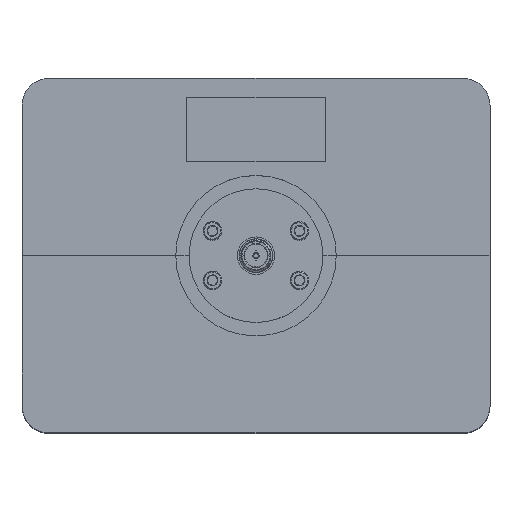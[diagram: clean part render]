
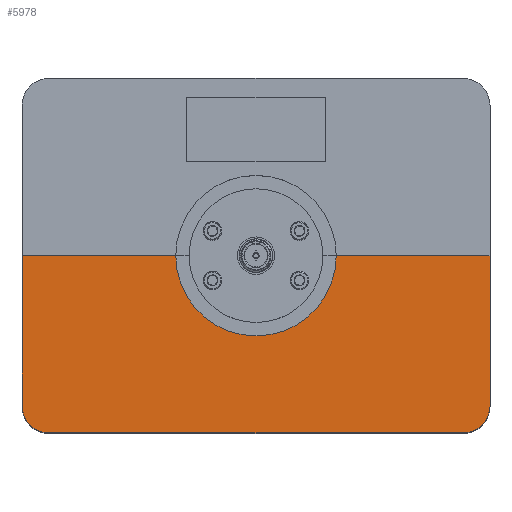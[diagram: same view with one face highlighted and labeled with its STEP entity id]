
A CAD part, top view. The second image highlights one B-rep face of the part: STEP entity #5978.
In plain terms, the highlighted planar face has unit normal (0, 0, 1).
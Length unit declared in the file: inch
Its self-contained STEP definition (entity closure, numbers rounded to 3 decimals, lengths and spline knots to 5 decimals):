
#58 = CARTESIAN_POINT ( 'NONE',  ( 1.75, 0., 1.43512 ) ) ;
#127 = DIRECTION ( 'NONE',  ( 0., -1., 0. ) ) ;
#157 = CARTESIAN_POINT ( 'NONE',  ( -0.6, 0., 1.43512 ) ) ;
#502 = EDGE_LOOP ( 'NONE', ( #5815, #11019, #1288, #10787, #4247, #4401, #9469, #6750 ) ) ;
#1178 = VECTOR ( 'NONE', #2471, 39.37008 ) ;
#1288 = ORIENTED_EDGE ( 'NONE', *, *, #11925, .T. ) ;
#1372 = VERTEX_POINT ( 'NONE', #157 ) ;
#1704 = VERTEX_POINT ( 'NONE', #7459 ) ;
#1742 = LINE ( 'NONE', #11496, #1178 ) ;
#1825 = AXIS2_PLACEMENT_3D ( 'NONE', #58, #2773, #9753 ) ;
#2024 = EDGE_CURVE ( 'NONE', #3190, #8684, #1742, .T. ) ;
#2148 = CARTESIAN_POINT ( 'NONE',  ( 1.75, 0., 1.43512 ) ) ;
#2253 = DIRECTION ( 'NONE',  ( 0., -1., 0. ) ) ;
#2298 = DIRECTION ( 'NONE',  ( 1., 0., 0. ) ) ;
#2471 = DIRECTION ( 'NONE',  ( -1., 0., 0. ) ) ;
#2773 = DIRECTION ( 'NONE',  ( 0., 0., -1. ) ) ;
#2889 = VECTOR ( 'NONE', #9516, 39.37008 ) ;
#2892 = DIRECTION ( 'NONE',  ( -1., 0., 0. ) ) ;
#3190 = VERTEX_POINT ( 'NONE', #8224 ) ;
#3272 = DIRECTION ( 'NONE',  ( 0., 0., 1. ) ) ;
#3562 = DIRECTION ( 'NONE',  ( 0., 0., 1. ) ) ;
#3659 = EDGE_CURVE ( 'NONE', #3190, #6514, #7417, .T. ) ;
#4006 = EDGE_CURVE ( 'NONE', #5041, #1372, #9129, .T. ) ;
#4089 = EDGE_CURVE ( 'NONE', #1704, #5896, #12281, .T. ) ;
#4247 = ORIENTED_EDGE ( 'NONE', *, *, #3659, .T. ) ;
#4265 = CARTESIAN_POINT ( 'NONE',  ( -1.75, 0., 1.43512 ) ) ;
#4297 = DIRECTION ( 'NONE',  ( 1., 0., 0. ) ) ;
#4401 = ORIENTED_EDGE ( 'NONE', *, *, #11835, .F. ) ;
#4531 = CARTESIAN_POINT ( 'NONE',  ( -1.55, -1.125, 1.43512 ) ) ;
#4559 = CARTESIAN_POINT ( 'NONE',  ( 1.75, 0., 1.43512 ) ) ;
#5041 = VERTEX_POINT ( 'NONE', #4265 ) ;
#5495 = VECTOR ( 'NONE', #2253, 39.37008 ) ;
#5582 = EDGE_CURVE ( 'NONE', #1372, #1704, #8223, .T. ) ;
#5755 = PLANE ( 'NONE',  #1825 ) ;
#5815 = ORIENTED_EDGE ( 'NONE', *, *, #4006, .F. ) ;
#5896 = VERTEX_POINT ( 'NONE', #4559 ) ;
#5978 = ADVANCED_FACE ( 'NONE', ( #8917 ), #5755, .F. ) ;
#6514 = VERTEX_POINT ( 'NONE', #8122 ) ;
#6750 = ORIENTED_EDGE ( 'NONE', *, *, #5582, .F. ) ;
#7139 = VECTOR ( 'NONE', #127, 39.37008 ) ;
#7168 = LINE ( 'NONE', #11108, #5495 ) ;
#7417 = CIRCLE ( 'NONE', #7612, 0.2 ) ;
#7459 = CARTESIAN_POINT ( 'NONE',  ( 0.6, 0., 1.43512 ) ) ;
#7612 = AXIS2_PLACEMENT_3D ( 'NONE', #10710, #11983, #2892 ) ;
#7771 = CARTESIAN_POINT ( 'NONE',  ( -1.75, -1.125, 1.43512 ) ) ;
#8122 = CARTESIAN_POINT ( 'NONE',  ( 1.75, -1.125, 1.43512 ) ) ;
#8223 = CIRCLE ( 'NONE', #9871, 0.6 ) ;
#8224 = CARTESIAN_POINT ( 'NONE',  ( 1.55, -1.325, 1.43512 ) ) ;
#8579 = AXIS2_PLACEMENT_3D ( 'NONE', #4531, #3562, #11175 ) ;
#8684 = VERTEX_POINT ( 'NONE', #10628 ) ;
#8917 = FACE_OUTER_BOUND ( 'NONE', #502, .T. ) ;
#9129 = LINE ( 'NONE', #2148, #10734 ) ;
#9469 = ORIENTED_EDGE ( 'NONE', *, *, #4089, .F. ) ;
#9516 = DIRECTION ( 'NONE',  ( 1., 0., 0. ) ) ;
#9609 = CIRCLE ( 'NONE', #8579, 0.2 ) ;
#9753 = DIRECTION ( 'NONE',  ( -1., 0., 0. ) ) ;
#9871 = AXIS2_PLACEMENT_3D ( 'NONE', #11401, #3272, #2298 ) ;
#10076 = CARTESIAN_POINT ( 'NONE',  ( -1.75, 0., 1.43512 ) ) ;
#10628 = CARTESIAN_POINT ( 'NONE',  ( -1.55, -1.325, 1.43512 ) ) ;
#10710 = CARTESIAN_POINT ( 'NONE',  ( 1.55, -1.125, 1.43512 ) ) ;
#10734 = VECTOR ( 'NONE', #4297, 39.37008 ) ;
#10787 = ORIENTED_EDGE ( 'NONE', *, *, #2024, .F. ) ;
#10985 = LINE ( 'NONE', #10076, #7139 ) ;
#11019 = ORIENTED_EDGE ( 'NONE', *, *, #11723, .T. ) ;
#11108 = CARTESIAN_POINT ( 'NONE',  ( 1.75, 0., 1.43512 ) ) ;
#11175 = DIRECTION ( 'NONE',  ( -1., 0., 0. ) ) ;
#11260 = VERTEX_POINT ( 'NONE', #7771 ) ;
#11401 = CARTESIAN_POINT ( 'NONE',  ( 0., 0., 1.43512 ) ) ;
#11439 = CARTESIAN_POINT ( 'NONE',  ( 1.75, 0., 1.43512 ) ) ;
#11496 = CARTESIAN_POINT ( 'NONE',  ( 1.75, -1.325, 1.43512 ) ) ;
#11723 = EDGE_CURVE ( 'NONE', #5041, #11260, #10985, .T. ) ;
#11835 = EDGE_CURVE ( 'NONE', #5896, #6514, #7168, .T. ) ;
#11925 = EDGE_CURVE ( 'NONE', #11260, #8684, #9609, .T. ) ;
#11983 = DIRECTION ( 'NONE',  ( 0., 0., 1. ) ) ;
#12281 = LINE ( 'NONE', #11439, #2889 ) ;
